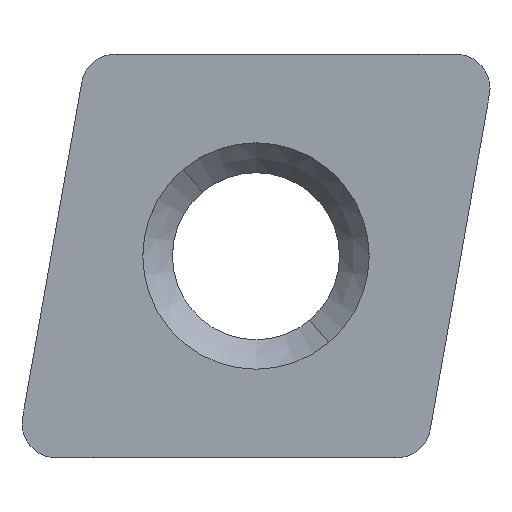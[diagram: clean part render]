
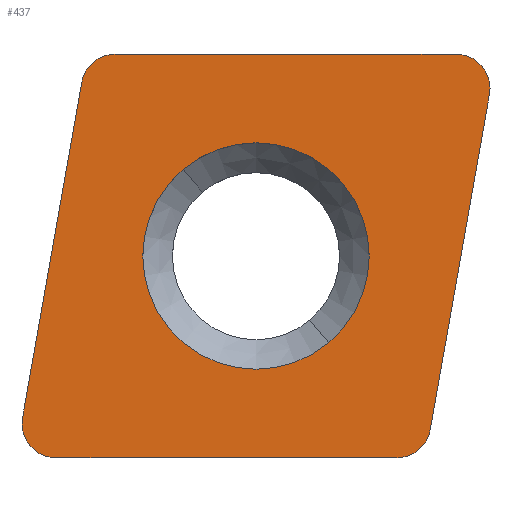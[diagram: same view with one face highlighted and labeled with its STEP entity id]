
A CAD part, top view. The second image highlights one B-rep face of the part: STEP entity #437.
In plain terms, the highlighted planar face has unit normal (0, 0, 1).
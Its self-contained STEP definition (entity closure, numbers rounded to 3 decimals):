
#33=CARTESIAN_POINT('',(-3.325,3.963,0.));
#34=DIRECTION('',(0.,0.,-1.));
#35=DIRECTION('',(-0.985,0.174,0.));
#36=AXIS2_PLACEMENT_3D('',#33,#34,#35);
#42=CARTESIAN_POINT('',(-3.325,3.963,0.));
#43=DIRECTION('',(0.,0.,-1.));
#44=DIRECTION('',(-0.643,0.766,0.));
#45=AXIS2_PLACEMENT_3D('',#42,#43,#44);
#50=DIRECTION('',(1.,0.,0.));
#51=VECTOR('',#50,8.047);
#52=CARTESIAN_POINT('',(-3.325,4.763,0.));
#53=LINE('',#52,#51);
#57=CARTESIAN_POINT('',(4.722,3.963,0.));
#58=DIRECTION('',(0.,0.,-1.));
#59=DIRECTION('',(0.,1.,0.));
#60=AXIS2_PLACEMENT_3D('',#57,#58,#59);
#65=DIRECTION('',(-0.174,-0.985,0.));
#66=VECTOR('',#65,8.047);
#67=CARTESIAN_POINT('',(5.51,3.824,0.));
#68=LINE('',#67,#66);
#72=CARTESIAN_POINT('',(3.325,-3.963,0.));
#73=DIRECTION('',(0.,0.,-1.));
#74=DIRECTION('',(0.985,-0.174,0.));
#75=AXIS2_PLACEMENT_3D('',#72,#73,#74);
#80=CARTESIAN_POINT('',(3.325,-3.963,0.));
#81=DIRECTION('',(0.,0.,-1.));
#82=DIRECTION('',(0.643,-0.766,0.));
#83=AXIS2_PLACEMENT_3D('',#80,#81,#82);
#88=DIRECTION('',(-1.,0.,0.));
#89=VECTOR('',#88,8.047);
#90=CARTESIAN_POINT('',(3.325,-4.763,0.));
#91=LINE('',#90,#89);
#95=CARTESIAN_POINT('',(-4.722,-3.963,0.));
#96=DIRECTION('',(0.,0.,-1.));
#97=DIRECTION('',(0.,-1.,0.));
#98=AXIS2_PLACEMENT_3D('',#95,#96,#97);
#103=DIRECTION('',(0.174,0.985,0.));
#104=VECTOR('',#103,8.047);
#105=CARTESIAN_POINT('',(-5.51,-3.824,0.));
#106=LINE('',#105,#104);
#110=CARTESIAN_POINT('',(0.,0.,0.));
#111=DIRECTION('',(0.,0.,1.));
#112=DIRECTION('',(0.643,-0.766,0.));
#113=AXIS2_PLACEMENT_3D('',#110,#111,#112);
#118=CARTESIAN_POINT('',(0.,0.,0.));
#119=DIRECTION('',(0.,0.,1.));
#120=DIRECTION('',(-0.643,0.766,0.));
#121=AXIS2_PLACEMENT_3D('',#118,#119,#120);
#348=CARTESIAN_POINT('',(-3.839,4.575,0.));
#349=CARTESIAN_POINT('',(-3.325,4.763,0.));
#350=VERTEX_POINT('',#348);
#351=VERTEX_POINT('',#349);
#352=CARTESIAN_POINT('',(-4.113,4.101,0.));
#353=VERTEX_POINT('',#352);
#354=CARTESIAN_POINT('',(4.722,4.763,0.));
#355=VERTEX_POINT('',#354);
#356=CARTESIAN_POINT('',(5.51,3.824,0.));
#357=VERTEX_POINT('',#356);
#358=CARTESIAN_POINT('',(4.113,-4.101,0.));
#359=VERTEX_POINT('',#358);
#360=CARTESIAN_POINT('',(3.839,-4.575,0.));
#361=CARTESIAN_POINT('',(3.325,-4.763,0.));
#362=VERTEX_POINT('',#360);
#363=VERTEX_POINT('',#361);
#364=CARTESIAN_POINT('',(-4.722,-4.763,0.));
#365=VERTEX_POINT('',#364);
#366=CARTESIAN_POINT('',(-5.51,-3.824,0.));
#367=VERTEX_POINT('',#366);
#368=CARTESIAN_POINT('',(1.718,-2.047,0.));
#369=CARTESIAN_POINT('',(-1.718,2.047,0.));
#370=VERTEX_POINT('',#368);
#371=VERTEX_POINT('',#369);
#404=CARTESIAN_POINT('',(0.,0.,0.));
#405=DIRECTION('',(0.,0.,1.));
#406=DIRECTION('',(0.643,-0.766,0.));
#407=AXIS2_PLACEMENT_3D('',#404,#405,#406);
#408=PLANE('',#407);
#410=ORIENTED_EDGE('',*,*,#409,.T.);
#412=ORIENTED_EDGE('',*,*,#411,.T.);
#414=ORIENTED_EDGE('',*,*,#413,.T.);
#416=ORIENTED_EDGE('',*,*,#415,.T.);
#418=ORIENTED_EDGE('',*,*,#417,.T.);
#420=ORIENTED_EDGE('',*,*,#419,.T.);
#422=ORIENTED_EDGE('',*,*,#421,.T.);
#424=ORIENTED_EDGE('',*,*,#423,.T.);
#426=ORIENTED_EDGE('',*,*,#425,.T.);
#428=ORIENTED_EDGE('',*,*,#427,.T.);
#429=EDGE_LOOP('',(#410,#412,#414,#416,#418,#420,#422,#424,#426,#428));
#430=FACE_OUTER_BOUND('',#429,.F.);
#432=ORIENTED_EDGE('',*,*,#431,.T.);
#434=ORIENTED_EDGE('',*,*,#433,.T.);
#435=EDGE_LOOP('',(#432,#434));
#436=FACE_BOUND('',#435,.F.);
#37=CIRCLE('',#36,0.8);
#46=CIRCLE('',#45,0.8);
#61=CIRCLE('',#60,0.8);
#76=CIRCLE('',#75,0.8);
#84=CIRCLE('',#83,0.8);
#99=CIRCLE('',#98,0.8);
#114=CIRCLE('',#113,2.673);
#122=CIRCLE('',#121,2.673);
#409=EDGE_CURVE('',#353,#350,#37,.T.);
#411=EDGE_CURVE('',#350,#351,#46,.T.);
#413=EDGE_CURVE('',#351,#355,#53,.T.);
#415=EDGE_CURVE('',#355,#357,#61,.T.);
#417=EDGE_CURVE('',#357,#359,#68,.T.);
#419=EDGE_CURVE('',#359,#362,#76,.T.);
#421=EDGE_CURVE('',#362,#363,#84,.T.);
#423=EDGE_CURVE('',#363,#365,#91,.T.);
#425=EDGE_CURVE('',#365,#367,#99,.T.);
#427=EDGE_CURVE('',#367,#353,#106,.T.);
#431=EDGE_CURVE('',#370,#371,#114,.T.);
#433=EDGE_CURVE('',#371,#370,#122,.T.);
#437=ADVANCED_FACE('',(#430,#436),#408,.T.);
